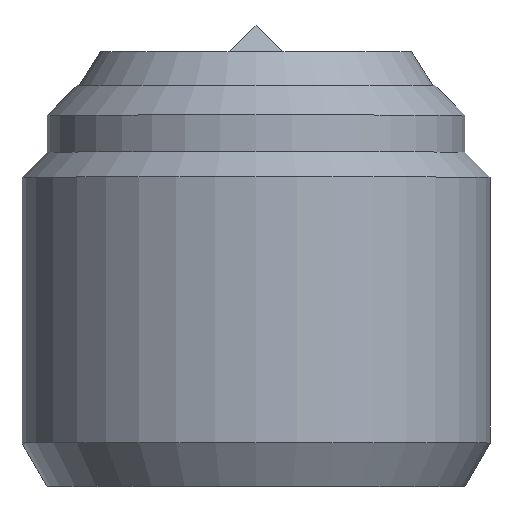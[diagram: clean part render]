
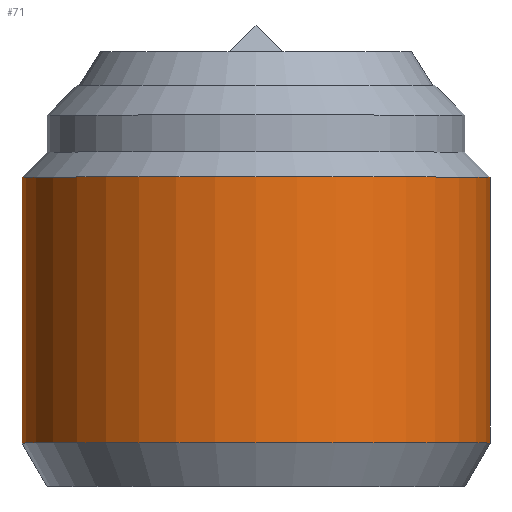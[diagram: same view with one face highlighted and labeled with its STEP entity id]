
A CAD part, top view. The second image highlights one B-rep face of the part: STEP entity #71.
In plain terms, the highlighted cylindrical face has radius 7 mm (diameter 14 mm), a partial arc.
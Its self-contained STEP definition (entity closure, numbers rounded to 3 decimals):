
#71=ADVANCED_FACE('',(#165),#166,.T.);
#165=FACE_OUTER_BOUND('',#291,.T.);
#166=CYLINDRICAL_SURFACE('',#292,7.0);
#291=EDGE_LOOP('',(#410,#411,#412,#413));
#292=AXIS2_PLACEMENT_3D('',#414,#415,#416);
#410=ORIENTED_EDGE('',*,*,#693,.F.);
#411=ORIENTED_EDGE('',*,*,#694,.T.);
#412=ORIENTED_EDGE('',*,*,#695,.F.);
#413=ORIENTED_EDGE('',*,*,#689,.F.);
#414=CARTESIAN_POINT('',(0.0,5.275,0.0));
#415=DIRECTION('',(0.0,-1.0,0.0));
#416=DIRECTION('',(1.0,0.0,0.0));
#689=EDGE_CURVE('',#795,#798,#799,.T.);
#693=EDGE_CURVE('',#804,#795,#805,.T.);
#694=EDGE_CURVE('',#804,#806,#807,.T.);
#695=EDGE_CURVE('',#798,#806,#808,.T.);
#795=VERTEX_POINT('',#944);
#798=VERTEX_POINT('',#948);
#799=CIRCLE('',#949,7.0);
#804=VERTEX_POINT('',#955);
#805=LINE('',#956,#957);
#806=VERTEX_POINT('',#958);
#807=CIRCLE('',#959,7.0);
#808=LINE('',#960,#961);
#944=CARTESIAN_POINT('',(7.0,1.299,0.0));
#948=CARTESIAN_POINT('',(-7.0,1.299,0.));
#949=AXIS2_PLACEMENT_3D('',#1127,#1128,#1129);
#955=CARTESIAN_POINT('',(7.0,9.25,0.0));
#956=CARTESIAN_POINT('',(7.0,5.275,0.));
#957=VECTOR('',#1134,1.0);
#958=CARTESIAN_POINT('',(-7.0,9.25,0.));
#959=AXIS2_PLACEMENT_3D('',#1135,#1136,#1137);
#960=CARTESIAN_POINT('',(-7.0,5.275,0.));
#961=VECTOR('',#1138,1.0);
#1127=CARTESIAN_POINT('',(0.0,1.299,0.0));
#1128=DIRECTION('',(0.0,-1.0,0.0));
#1129=DIRECTION('',(1.0,0.0,0.0));
#1134=DIRECTION('',(0.0,-1.0,-0.0));
#1135=CARTESIAN_POINT('',(0.0,9.25,0.0));
#1136=DIRECTION('',(0.0,-1.0,0.0));
#1137=DIRECTION('',(1.0,0.0,0.0));
#1138=DIRECTION('',(0.0,1.0,-0.0));
